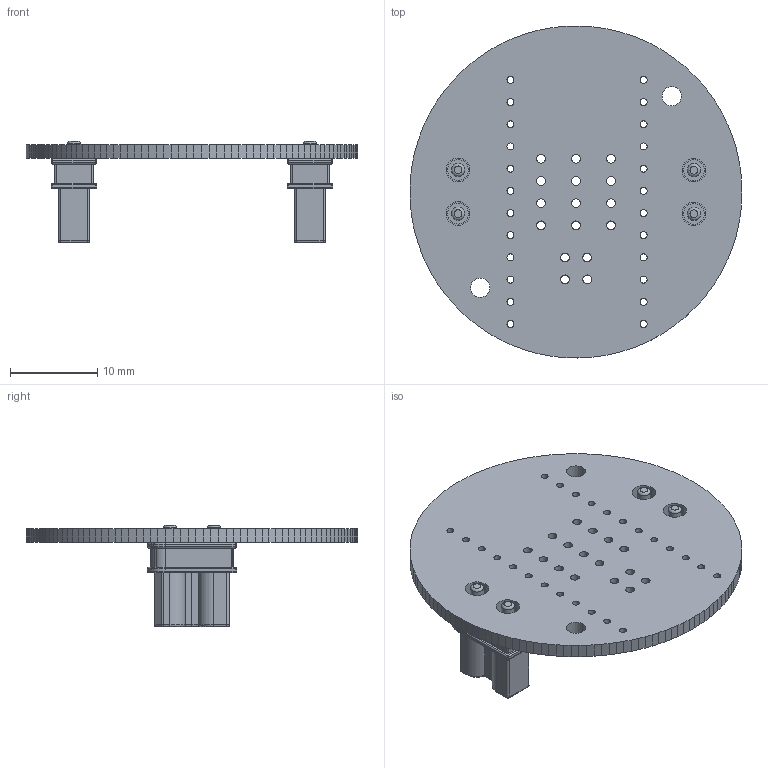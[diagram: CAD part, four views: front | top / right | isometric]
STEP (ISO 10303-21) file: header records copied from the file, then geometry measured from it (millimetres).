
FILE_DESCRIPTION(('KiCad electronic assembly'),'2;1');
FILE_NAME('Helios_PCB_section.step','2023-11-06T01:56:54',('Pcbnew'),( 'Kicad'),'Open CASCADE STEP processor 7.6','KiCad to STEP converter' ,'Unknown');
FILE_SCHEMA(('AUTOMOTIVE_DESIGN { 1 0 10303 214 1 1 1 1 }'));
Length unit declared in the file: millimetre
Products named in the file (4): Helios_PCB_section 1; Amass_XT30UPB-F; COMPOUND; PCB
Assembly tree (4 placements, depth 3):
  Helios_PCB_section 1
    Amass_XT30UPB-F  x2
      COMPOUND
    PCB
Bounding box: 37.99 x 38 x 11.6 mm (x, y, z)
Volume: 2149.4 mm3; surface area: 4243 mm2
Topology: 7 solids, 7 shells, 519 faces, 1321 edges, 808 vertices
Faces by surface type: plane 229, cylinder 194, torus 60, sphere 16, revolution 12, cone 8
Full cylindrical faces by diameter (mm): 0.8 x24, 1 x16, 1.5 x4, 2 x4, 2.2 x2, 2.4 x8, 2.7 x4
Entity records: 25593 total; most frequent: CARTESIAN_POINT 6943, DIRECTION 3481, LINE 2147, VECTOR 2147, ORIENTED_EDGE 1854, PCURVE 1854, DEFINITIONAL_REPRESENTATION 1854, EDGE_CURVE 927
